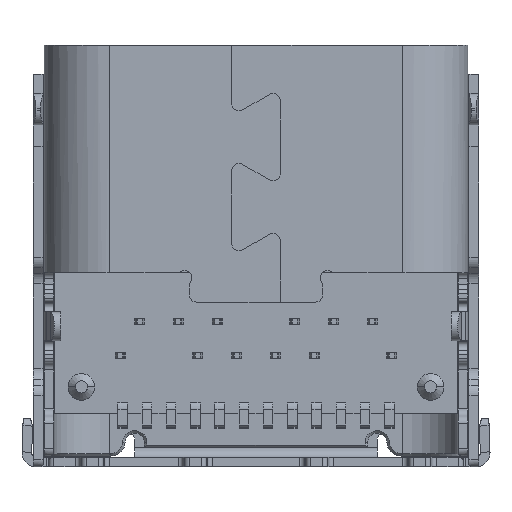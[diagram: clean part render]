
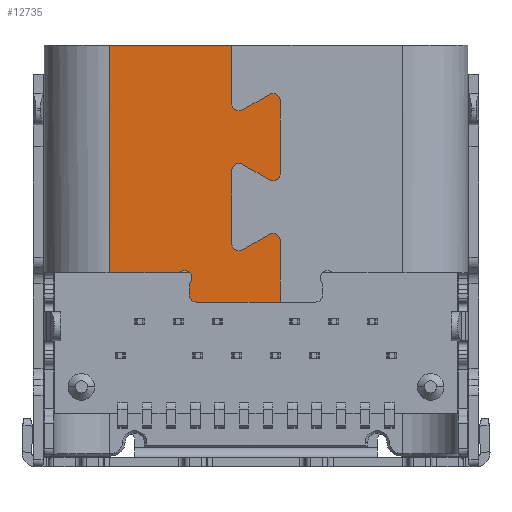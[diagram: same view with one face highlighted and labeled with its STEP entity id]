
A CAD part, front view. The second image highlights one B-rep face of the part: STEP entity #12735.
In plain terms, the highlighted planar face has unit normal (0, -1, 0).
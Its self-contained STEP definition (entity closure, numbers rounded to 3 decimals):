
#649=DIRECTION('',(1.,0.,0.));
#650=VECTOR('',#649,1.725);
#651=CARTESIAN_POINT('',(-1.225,0.03,-0.6));
#652=LINE('4986',#651,#650);
#661=DIRECTION('',(0.,0.,-1.));
#662=VECTOR('',#661,0.184);
#663=CARTESIAN_POINT('',(-1.375,0.03,-0.266));
#664=LINE('4990',#663,#662);
#1963=DIRECTION('',(0.,0.,1.));
#1964=VECTOR('',#1963,0.6);
#1965=CARTESIAN_POINT('',(0.5,0.03,-0.6));
#1966=LINE('5190',#1965,#1964);
#1967=DIRECTION('',(0.,0.,1.));
#1968=VECTOR('',#1967,0.665);
#1969=CARTESIAN_POINT('',(0.5,0.03,0.));
#1970=LINE('5191',#1969,#1968);
#2091=CARTESIAN_POINT('',(-1.641,0.03,0.15));
#2092=DIRECTION('',(0.,1.,0.));
#2093=DIRECTION('',(0.553,0.,-0.833));
#2094=AXIS2_PLACEMENT_3D('',#2091,#2092,#2093);
#2096=DIRECTION('',(-1.,0.,0.));
#2097=VECTOR('',#2096,1.379);
#2098=CARTESIAN_POINT('',(-1.641,0.03,0.));
#2099=LINE('5195',#2098,#2097);
#2100=DIRECTION('',(1.,0.,0.));
#2101=VECTOR('',#2100,2.52);
#2102=CARTESIAN_POINT('',(-3.02,0.03,4.7));
#2103=LINE('5197',#2102,#2101);
#2104=DIRECTION('',(0.,0.,-1.));
#2105=VECTOR('',#2104,1.208);
#2106=CARTESIAN_POINT('',(-0.5,0.03,4.7));
#2107=LINE('5198',#2106,#2105);
#2108=CARTESIAN_POINT('',(-0.35,0.03,3.492));
#2109=DIRECTION('',(0.,-1.,0.));
#2110=DIRECTION('',(-1.,0.,0.));
#2111=AXIS2_PLACEMENT_3D('',#2108,#2109,#2110);
#2113=DIRECTION('',(0.866,0.,0.5));
#2114=VECTOR('',#2113,0.635);
#2115=CARTESIAN_POINT('',(-0.275,0.03,3.362));
#2116=LINE('5200',#2115,#2114);
#2117=CARTESIAN_POINT('',(0.35,0.03,3.55));
#2118=DIRECTION('',(0.,1.,0.));
#2119=DIRECTION('',(-0.5,0.,0.866));
#2120=AXIS2_PLACEMENT_3D('',#2117,#2118,#2119);
#2122=DIRECTION('',(0.,0.,-1.));
#2123=VECTOR('',#2122,1.5);
#2124=CARTESIAN_POINT('',(0.5,0.03,3.55));
#2125=LINE('5202',#2124,#2123);
#2126=CARTESIAN_POINT('',(0.35,0.03,2.05));
#2127=DIRECTION('',(0.,1.,0.));
#2128=DIRECTION('',(1.,0.,0.));
#2129=AXIS2_PLACEMENT_3D('',#2126,#2127,#2128);
#2131=DIRECTION('',(-0.866,0.,0.5));
#2132=VECTOR('',#2131,0.635);
#2133=CARTESIAN_POINT('',(0.275,0.03,1.92));
#2134=LINE('5204',#2133,#2132);
#2135=CARTESIAN_POINT('',(-0.35,0.03,2.108));
#2136=DIRECTION('',(0.,-1.,0.));
#2137=DIRECTION('',(0.5,0.,0.866));
#2138=AXIS2_PLACEMENT_3D('',#2135,#2136,#2137);
#2140=DIRECTION('',(0.,0.,-1.));
#2141=VECTOR('',#2140,1.5);
#2142=CARTESIAN_POINT('',(-0.5,0.03,2.108));
#2143=LINE('5206',#2142,#2141);
#2144=CARTESIAN_POINT('',(-0.35,0.03,0.608));
#2145=DIRECTION('',(0.,-1.,0.));
#2146=DIRECTION('',(-1.,0.,0.));
#2147=AXIS2_PLACEMENT_3D('',#2144,#2145,#2146);
#2149=DIRECTION('',(0.866,0.,0.5));
#2150=VECTOR('',#2149,0.635);
#2151=CARTESIAN_POINT('',(-0.275,0.03,0.478));
#2152=LINE('5208',#2151,#2150);
#2153=CARTESIAN_POINT('',(0.35,0.03,0.665));
#2154=DIRECTION('',(0.,1.,0.));
#2155=DIRECTION('',(-0.5,0.,0.866));
#2156=AXIS2_PLACEMENT_3D('',#2153,#2154,#2155);
#2158=CARTESIAN_POINT('',(-1.225,0.03,-0.45));
#2159=DIRECTION('',(0.,1.,0.));
#2160=DIRECTION('',(0.,0.,-1.));
#2161=AXIS2_PLACEMENT_3D('',#2158,#2159,#2160);
#2163=CARTESIAN_POINT('',(-1.225,0.03,-0.266));
#2164=DIRECTION('',(0.,1.,0.));
#2165=DIRECTION('',(-1.,0.,0.));
#2166=AXIS2_PLACEMENT_3D('',#2163,#2164,#2165);
#2168=CARTESIAN_POINT('',(-1.475,0.03,-0.1));
#2169=DIRECTION('',(0.,-1.,0.));
#2170=DIRECTION('',(0.833,0.,-0.553));
#2171=AXIS2_PLACEMENT_3D('',#2168,#2169,#2170);
#2194=DIRECTION('',(0.,0.,-1.));
#2195=VECTOR('',#2194,4.7);
#2196=CARTESIAN_POINT('',(-3.02,0.03,4.7));
#2197=LINE('5196',#2196,#2195);
#9012=CARTESIAN_POINT('',(0.5,0.03,-0.6));
#9013=VERTEX_POINT('',#9012);
#9016=CARTESIAN_POINT('',(-1.225,0.03,-0.6));
#9017=VERTEX_POINT('',#9016);
#9018=CARTESIAN_POINT('',(-1.375,0.03,-0.45));
#9019=VERTEX_POINT('',#9018);
#9020=CARTESIAN_POINT('',(-1.375,0.03,-0.266));
#9021=VERTEX_POINT('',#9020);
#9022=CARTESIAN_POINT('',(-1.35,0.03,-0.183));
#9023=VERTEX_POINT('',#9022);
#9026=CARTESIAN_POINT('',(-1.558,0.03,0.025));
#9027=VERTEX_POINT('',#9026);
#9054=CARTESIAN_POINT('',(0.5,0.03,0.665));
#9055=VERTEX_POINT('',#9054);
#9056=CARTESIAN_POINT('',(0.275,0.03,0.795));
#9057=VERTEX_POINT('',#9056);
#9253=CARTESIAN_POINT('',(0.5,0.03,0.));
#9254=VERTEX_POINT('',#9253);
#9255=CARTESIAN_POINT('',(-1.641,0.03,0.));
#9256=VERTEX_POINT('',#9255);
#9257=CARTESIAN_POINT('',(-3.02,0.03,0.));
#9258=VERTEX_POINT('',#9257);
#9259=CARTESIAN_POINT('',(-3.02,0.03,4.7));
#9260=VERTEX_POINT('',#9259);
#9261=CARTESIAN_POINT('',(-0.5,0.03,4.7));
#9262=VERTEX_POINT('',#9261);
#9263=CARTESIAN_POINT('',(-0.5,0.03,3.492));
#9264=VERTEX_POINT('',#9263);
#9265=CARTESIAN_POINT('',(-0.275,0.03,3.362));
#9266=VERTEX_POINT('',#9265);
#9267=CARTESIAN_POINT('',(0.275,0.03,3.68));
#9268=VERTEX_POINT('',#9267);
#9269=CARTESIAN_POINT('',(0.5,0.03,3.55));
#9270=VERTEX_POINT('',#9269);
#9271=CARTESIAN_POINT('',(0.5,0.03,2.05));
#9272=VERTEX_POINT('',#9271);
#9273=CARTESIAN_POINT('',(0.275,0.03,1.92));
#9274=VERTEX_POINT('',#9273);
#9275=CARTESIAN_POINT('',(-0.275,0.03,2.238));
#9276=VERTEX_POINT('',#9275);
#9277=CARTESIAN_POINT('',(-0.5,0.03,2.108));
#9278=VERTEX_POINT('',#9277);
#9279=CARTESIAN_POINT('',(-0.5,0.03,0.608));
#9280=VERTEX_POINT('',#9279);
#9281=CARTESIAN_POINT('',(-0.275,0.03,0.478));
#9282=VERTEX_POINT('',#9281);
#12689=CARTESIAN_POINT('',(-1.26,0.03,2.05));
#12690=DIRECTION('',(0.,1.,0.));
#12691=DIRECTION('',(-1.,0.,0.));
#12692=AXIS2_PLACEMENT_3D('',#12689,#12690,#12691);
#12693=PLANE('3716',#12692);
#12695=ORIENTED_EDGE('5194',*,*,#12694,.T.);
#12697=ORIENTED_EDGE('5195',*,*,#12696,.T.);
#12699=ORIENTED_EDGE('5196',*,*,#12698,.F.);
#12701=ORIENTED_EDGE('5197',*,*,#12700,.T.);
#12703=ORIENTED_EDGE('5198',*,*,#12702,.T.);
#12705=ORIENTED_EDGE('5199',*,*,#12704,.T.);
#12707=ORIENTED_EDGE('5200',*,*,#12706,.T.);
#12709=ORIENTED_EDGE('5201',*,*,#12708,.T.);
#12711=ORIENTED_EDGE('5202',*,*,#12710,.T.);
#12713=ORIENTED_EDGE('5203',*,*,#12712,.T.);
#12715=ORIENTED_EDGE('5204',*,*,#12714,.T.);
#12717=ORIENTED_EDGE('5205',*,*,#12716,.T.);
#12719=ORIENTED_EDGE('5206',*,*,#12718,.T.);
#12721=ORIENTED_EDGE('5207',*,*,#12720,.T.);
#12723=ORIENTED_EDGE('5208',*,*,#12722,.T.);
#12725=ORIENTED_EDGE('5012',*,*,#12724,.T.);
#12726=ORIENTED_EDGE('5191',*,*,#12534,.F.);
#12727=ORIENTED_EDGE('5190',*,*,#12532,.F.);
#12728=ORIENTED_EDGE('4986',*,*,#10951,.F.);
#12729=ORIENTED_EDGE('4988',*,*,#10965,.T.);
#12730=ORIENTED_EDGE('4990',*,*,#10979,.F.);
#12731=ORIENTED_EDGE('4992',*,*,#10993,.T.);
#12732=ORIENTED_EDGE('4995',*,*,#11011,.T.);
#12733=EDGE_LOOP('3716',(#12695,#12697,#12699,#12701,#12703,#12705,#12707,
#12709,#12711,#12713,#12715,#12717,#12719,#12721,#12723,#12725,#12726,#12727,
#12728,#12729,#12730,#12731,#12732));
#12734=FACE_OUTER_BOUND('3716',#12733,.F.);
#2095=CIRCLE('5194',#2094,0.15);
#2112=CIRCLE('5199',#2111,0.15);
#2121=CIRCLE('5201',#2120,0.15);
#2130=CIRCLE('5203',#2129,0.15);
#2139=CIRCLE('5205',#2138,0.15);
#2148=CIRCLE('5207',#2147,0.15);
#2157=CIRCLE('5012',#2156,0.15);
#2162=CIRCLE('4988',#2161,0.15);
#2167=CIRCLE('4992',#2166,0.15);
#2172=CIRCLE('4995',#2171,0.15);
#10951=EDGE_CURVE('4986',#9017,#9013,#652,.T.);
#10965=EDGE_CURVE('4988',#9017,#9019,#2162,.T.);
#10979=EDGE_CURVE('4990',#9021,#9019,#664,.T.);
#10993=EDGE_CURVE('4992',#9021,#9023,#2167,.T.);
#11011=EDGE_CURVE('4995',#9023,#9027,#2172,.T.);
#12532=EDGE_CURVE('5190',#9013,#9254,#1966,.T.);
#12534=EDGE_CURVE('5191',#9254,#9055,#1970,.T.);
#12694=EDGE_CURVE('5194',#9027,#9256,#2095,.T.);
#12696=EDGE_CURVE('5195',#9256,#9258,#2099,.T.);
#12698=EDGE_CURVE('5196',#9260,#9258,#2197,.T.);
#12700=EDGE_CURVE('5197',#9260,#9262,#2103,.T.);
#12702=EDGE_CURVE('5198',#9262,#9264,#2107,.T.);
#12704=EDGE_CURVE('5199',#9264,#9266,#2112,.T.);
#12706=EDGE_CURVE('5200',#9266,#9268,#2116,.T.);
#12708=EDGE_CURVE('5201',#9268,#9270,#2121,.T.);
#12710=EDGE_CURVE('5202',#9270,#9272,#2125,.T.);
#12712=EDGE_CURVE('5203',#9272,#9274,#2130,.T.);
#12714=EDGE_CURVE('5204',#9274,#9276,#2134,.T.);
#12716=EDGE_CURVE('5205',#9276,#9278,#2139,.T.);
#12718=EDGE_CURVE('5206',#9278,#9280,#2143,.T.);
#12720=EDGE_CURVE('5207',#9280,#9282,#2148,.T.);
#12722=EDGE_CURVE('5208',#9282,#9057,#2152,.T.);
#12724=EDGE_CURVE('5012',#9057,#9055,#2157,.T.);
#12735=ADVANCED_FACE('3716',(#12734),#12693,.F.);
